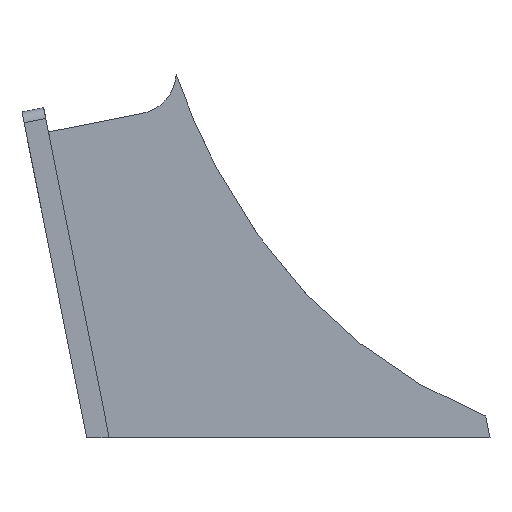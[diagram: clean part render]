
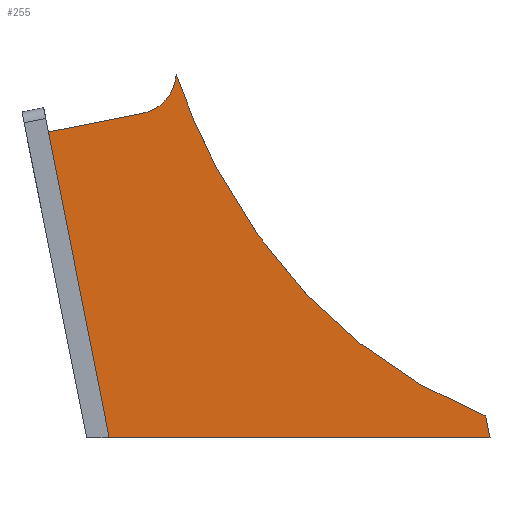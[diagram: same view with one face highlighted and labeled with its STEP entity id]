
A CAD part, left-side view. The second image highlights one B-rep face of the part: STEP entity #255.
In plain terms, the highlighted planar face has unit normal (-1, 0, 0).
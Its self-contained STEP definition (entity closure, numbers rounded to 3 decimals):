
#20=CIRCLE('',#284,3.783);
#26=(
BOUNDED_CURVE()
B_SPLINE_CURVE(5,(#396,#397,#398,#399,#400,#401,#402,#403,#404,#405,#406,
#407,#408,#409,#410,#411),.UNSPECIFIED.,.F.,.F.)
B_SPLINE_CURVE_WITH_KNOTS((6,1,1,1,1,1,1,1,1,1,1,6),(-0.7,
-0.667,-0.6,-0.533,-0.467,-0.4,-0.333,
-0.267,-0.2,-0.133,-0.067,-0.023),
 .UNSPECIFIED.)
CURVE()
GEOMETRIC_REPRESENTATION_ITEM()
RATIONAL_B_SPLINE_CURVE((1.,1.,1.,1.,1.,1.,1.,1.,1.,1.,1.,1.,1.,1.,1.,1.))
REPRESENTATION_ITEM('')
);
#29=FACE_OUTER_BOUND('',#43,.T.);
#43=EDGE_LOOP('',(#183,#184,#185,#186,#187,#188));
#57=LINE('',#376,#85);
#66=LINE('',#394,#94);
#67=LINE('',#415,#95);
#68=LINE('',#416,#96);
#85=VECTOR('',#306,10.);
#94=VECTOR('',#319,10.);
#95=VECTOR('',#322,10.);
#96=VECTOR('',#323,10.);
#113=VERTEX_POINT('',#373);
#114=VERTEX_POINT('',#375);
#121=VERTEX_POINT('',#393);
#122=VERTEX_POINT('',#395);
#123=VERTEX_POINT('',#412);
#124=VERTEX_POINT('',#414);
#137=EDGE_CURVE('',#114,#113,#57,.T.);
#146=EDGE_CURVE('',#113,#121,#66,.T.);
#147=EDGE_CURVE('',#121,#122,#26,.T.);
#148=EDGE_CURVE('',#122,#123,#20,.T.);
#149=EDGE_CURVE('',#123,#124,#67,.T.);
#150=EDGE_CURVE('',#114,#124,#68,.T.);
#183=ORIENTED_EDGE('',*,*,#137,.T.);
#184=ORIENTED_EDGE('',*,*,#146,.T.);
#185=ORIENTED_EDGE('',*,*,#147,.T.);
#186=ORIENTED_EDGE('',*,*,#148,.T.);
#187=ORIENTED_EDGE('',*,*,#149,.T.);
#188=ORIENTED_EDGE('',*,*,#150,.F.);
#245=PLANE('',#283);
#255=ADVANCED_FACE('',(#29),#245,.F.);
#283=AXIS2_PLACEMENT_3D('',#392,#317,#318);
#284=AXIS2_PLACEMENT_3D('',#413,#320,#321);
#306=DIRECTION('',(0.,-1.,0.));
#317=DIRECTION('center_axis',(1.,0.,0.));
#318=DIRECTION('ref_axis',(0.,-0.195,-0.981));
#319=DIRECTION('',(0.,0.195,0.981));
#320=DIRECTION('center_axis',(1.,0.,0.));
#321=DIRECTION('ref_axis',(0.,-0.933,0.359));
#322=DIRECTION('',(0.,0.981,-0.195));
#323=DIRECTION('',(0.,0.195,0.981));
#373=CARTESIAN_POINT('',(-1.557,19.765,-36.12));
#375=CARTESIAN_POINT('',(-1.557,54.289,-36.12));
#376=CARTESIAN_POINT('',(-1.557,38.269,-36.12));
#392=CARTESIAN_POINT('Origin',(-1.557,37.962,-31.415));
#393=CARTESIAN_POINT('',(-1.557,20.155,-34.158));
#394=CARTESIAN_POINT('',(-1.557,20.155,-34.158));
#395=CARTESIAN_POINT('',(-1.557,48.217,-3.187));
#396=CARTESIAN_POINT('Ctrl Pts',(-1.557,20.155,-34.158));
#397=CARTESIAN_POINT('Ctrl Pts',(-1.557,20.545,-34.006));
#398=CARTESIAN_POINT('Ctrl Pts',(-1.557,21.714,-33.534));
#399=CARTESIAN_POINT('Ctrl Pts',(-1.557,23.632,-32.677));
#400=CARTESIAN_POINT('Ctrl Pts',(-1.557,26.242,-31.311));
#401=CARTESIAN_POINT('Ctrl Pts',(-1.557,29.446,-29.271));
#402=CARTESIAN_POINT('Ctrl Pts',(-1.557,32.789,-26.672));
#403=CARTESIAN_POINT('Ctrl Pts',(-1.557,35.889,-23.777));
#404=CARTESIAN_POINT('Ctrl Pts',(-1.557,38.724,-20.62));
#405=CARTESIAN_POINT('Ctrl Pts',(-1.557,41.282,-17.232));
#406=CARTESIAN_POINT('Ctrl Pts',(-1.557,43.559,-13.639));
#407=CARTESIAN_POINT('Ctrl Pts',(-1.557,45.421,-10.12));
#408=CARTESIAN_POINT('Ctrl Pts',(-1.557,46.704,-7.242));
#409=CARTESIAN_POINT('Ctrl Pts',(-1.557,47.543,-5.092));
#410=CARTESIAN_POINT('Ctrl Pts',(-1.557,48.03,-3.729));
#411=CARTESIAN_POINT('Ctrl Pts',(-1.557,48.217,-3.187));
#412=CARTESIAN_POINT('',(-1.557,51.259,-6.716));
#413=CARTESIAN_POINT('Origin',(-1.557,51.996,-3.006));
#414=CARTESIAN_POINT('',(-1.557,59.792,-8.411));
#415=CARTESIAN_POINT('',(-1.557,59.792,-8.411));
#416=CARTESIAN_POINT('',(-1.557,54.429,-35.416));
